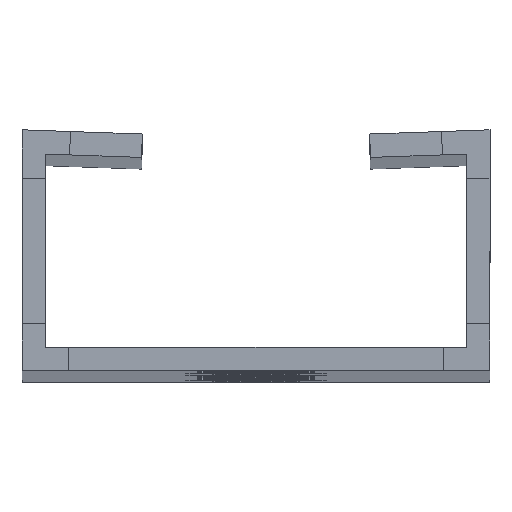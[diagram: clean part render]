
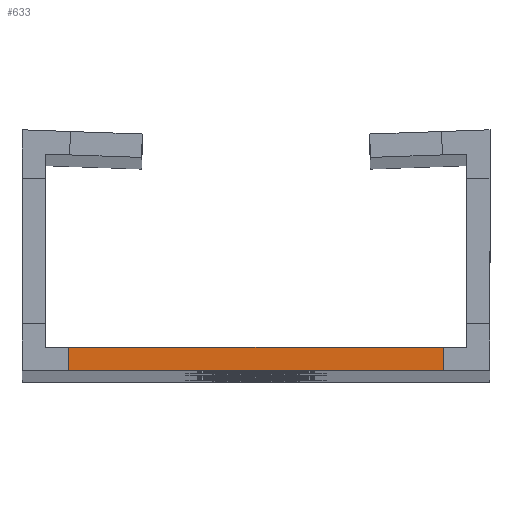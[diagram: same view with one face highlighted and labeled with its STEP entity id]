
A CAD part, top view. The second image highlights one B-rep face of the part: STEP entity #633.
In plain terms, the highlighted planar face has unit normal (0, 0, 1).
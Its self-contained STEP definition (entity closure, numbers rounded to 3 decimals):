
#109 = LINE ( 'NONE', #2453, #1178 ) ;
#390 = CARTESIAN_POINT ( 'NONE',  ( 14., 0., 500. ) ) ;
#633 = ADVANCED_FACE ( 'NONE', ( #3052 ), #690, .T. ) ;
#688 = VERTEX_POINT ( 'NONE', #390 ) ;
#690 = PLANE ( 'NONE',  #2571 ) ;
#762 = LINE ( 'NONE', #5105, #2184 ) ;
#859 = LINE ( 'NONE', #4026, #1833 ) ;
#881 = CARTESIAN_POINT ( 'NONE',  ( -14., 1.75, 500. ) ) ;
#971 = DIRECTION ( 'NONE',  ( 0., 0., 1. ) ) ;
#1178 = VECTOR ( 'NONE', #3224, 1000. ) ;
#1369 = EDGE_CURVE ( 'NONE', #2412, #2944, #859, .T. ) ;
#1833 = VECTOR ( 'NONE', #3380, 1000. ) ;
#1852 = ORIENTED_EDGE ( 'NONE', *, *, #2138, .T. ) ;
#1937 = VECTOR ( 'NONE', #4712, 1000. ) ;
#1958 = DIRECTION ( 'NONE',  ( -1., 0., 0. ) ) ;
#2138 = EDGE_CURVE ( 'NONE', #688, #3295, #109, .T. ) ;
#2184 = VECTOR ( 'NONE', #1958, 1000. ) ;
#2308 = CARTESIAN_POINT ( 'NONE',  ( 14., 1.75, 500. ) ) ;
#2340 = EDGE_LOOP ( 'NONE', ( #2471, #1852, #3038, #3791 ) ) ;
#2412 = VERTEX_POINT ( 'NONE', #881 ) ;
#2453 = CARTESIAN_POINT ( 'NONE',  ( 14., 0., 500. ) ) ;
#2471 = ORIENTED_EDGE ( 'NONE', *, *, #4441, .F. ) ;
#2571 = AXIS2_PLACEMENT_3D ( 'NONE', #4555, #971, #4612 ) ;
#2944 = VERTEX_POINT ( 'NONE', #4275 ) ;
#3038 = ORIENTED_EDGE ( 'NONE', *, *, #4474, .T. ) ;
#3048 = CARTESIAN_POINT ( 'NONE',  ( -17.5, 1.75, 500. ) ) ;
#3052 = FACE_OUTER_BOUND ( 'NONE', #2340, .T. ) ;
#3224 = DIRECTION ( 'NONE',  ( 0., 1., 0. ) ) ;
#3295 = VERTEX_POINT ( 'NONE', #2308 ) ;
#3380 = DIRECTION ( 'NONE',  ( 0., -1., 0. ) ) ;
#3791 = ORIENTED_EDGE ( 'NONE', *, *, #1369, .T. ) ;
#4026 = CARTESIAN_POINT ( 'NONE',  ( -14., 1.75, 500. ) ) ;
#4275 = CARTESIAN_POINT ( 'NONE',  ( -14., 0., 500. ) ) ;
#4441 = EDGE_CURVE ( 'NONE', #688, #2944, #762, .T. ) ;
#4474 = EDGE_CURVE ( 'NONE', #3295, #2412, #5076, .T. ) ;
#4555 = CARTESIAN_POINT ( 'NONE',  ( 15.75, 3.5, 500. ) ) ;
#4612 = DIRECTION ( 'NONE',  ( 1., 0., 0. ) ) ;
#4712 = DIRECTION ( 'NONE',  ( -1., 0., 0. ) ) ;
#5076 = LINE ( 'NONE', #3048, #1937 ) ;
#5105 = CARTESIAN_POINT ( 'NONE',  ( -17.5, 0., 500. ) ) ;
